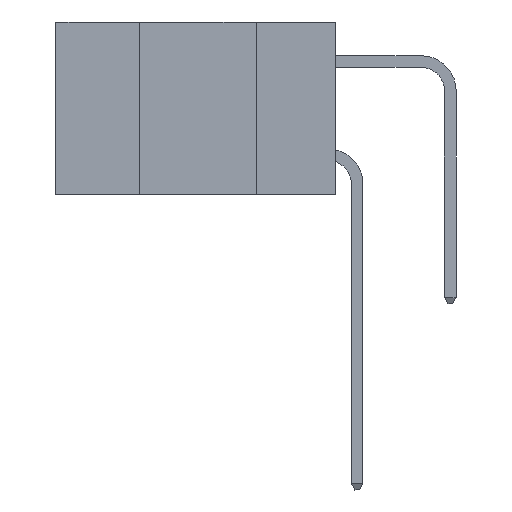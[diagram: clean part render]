
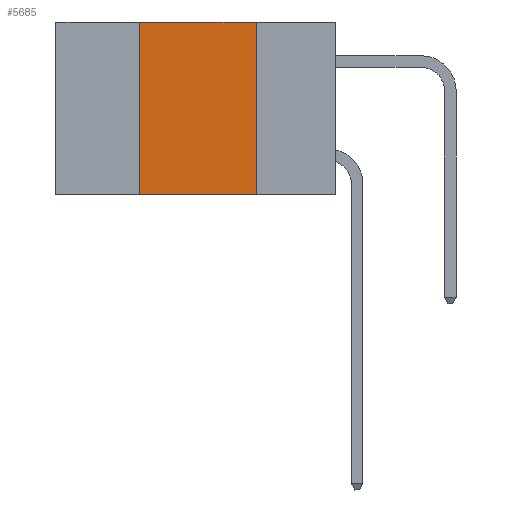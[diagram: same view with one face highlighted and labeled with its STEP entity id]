
A CAD part, left-side view. The second image highlights one B-rep face of the part: STEP entity #5685.
In plain terms, the highlighted planar face has unit normal (-1, 0, 0).
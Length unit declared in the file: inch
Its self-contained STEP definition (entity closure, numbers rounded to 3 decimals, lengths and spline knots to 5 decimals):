
#990 = VECTOR ( 'NONE', #13351, 39.37008 ) ;
#1034 = CARTESIAN_POINT ( 'NONE',  ( 0., 0.17, 0. ) ) ;
#1107 = DIRECTION ( 'NONE',  ( 0., 0., -1. ) ) ;
#1241 = LINE ( 'NONE', #19188, #11845 ) ;
#2540 = EDGE_CURVE ( 'NONE', #11939, #13367, #1241, .T. ) ;
#2861 = EDGE_LOOP ( 'NONE', ( #23286, #3701, #23109, #3378 ) ) ;
#2950 = VERTEX_POINT ( 'NONE', #14335 ) ;
#3378 = ORIENTED_EDGE ( 'NONE', *, *, #18982, .T. ) ;
#3701 = ORIENTED_EDGE ( 'NONE', *, *, #18774, .F. ) ;
#4392 = CARTESIAN_POINT ( 'NONE',  ( 0., 0.17, 0. ) ) ;
#4740 = DIRECTION ( 'NONE',  ( 0., 0., 1. ) ) ;
#5567 = LINE ( 'NONE', #1034, #11286 ) ;
#5685 = ADVANCED_FACE ( 'NONE', ( #17089 ), #12092, .F. ) ;
#5921 = CARTESIAN_POINT ( 'NONE',  ( 0., 0.6, -0.37 ) ) ;
#8184 = CARTESIAN_POINT ( 'NONE',  ( 0., 0.42, 0. ) ) ;
#8800 = EDGE_CURVE ( 'NONE', #13966, #2950, #5567, .T. ) ;
#8816 = DIRECTION ( 'NONE',  ( 0., -1., 0. ) ) ;
#9888 = VECTOR ( 'NONE', #8816, 39.37008 ) ;
#11286 = VECTOR ( 'NONE', #1107, 39.37008 ) ;
#11845 = VECTOR ( 'NONE', #4740, 39.37008 ) ;
#11939 = VERTEX_POINT ( 'NONE', #16045 ) ;
#12092 = PLANE ( 'NONE',  #16647 ) ;
#12442 = CARTESIAN_POINT ( 'NONE',  ( 0., 0.6, 0. ) ) ;
#13351 = DIRECTION ( 'NONE',  ( 0., -1., 0. ) ) ;
#13367 = VERTEX_POINT ( 'NONE', #8184 ) ;
#13966 = VERTEX_POINT ( 'NONE', #4392 ) ;
#14335 = CARTESIAN_POINT ( 'NONE',  ( 0., 0.17, -0.37 ) ) ;
#15894 = LINE ( 'NONE', #5921, #990 ) ;
#16045 = CARTESIAN_POINT ( 'NONE',  ( 0., 0.42, -0.37 ) ) ;
#16647 = AXIS2_PLACEMENT_3D ( 'NONE', #19101, #19253, #22959 ) ;
#17089 = FACE_OUTER_BOUND ( 'NONE', #2861, .T. ) ;
#18774 = EDGE_CURVE ( 'NONE', #13367, #13966, #19894, .T. ) ;
#18982 = EDGE_CURVE ( 'NONE', #11939, #2950, #15894, .T. ) ;
#19101 = CARTESIAN_POINT ( 'NONE',  ( 0., 0.6, 0. ) ) ;
#19188 = CARTESIAN_POINT ( 'NONE',  ( 0., 0.42, 0. ) ) ;
#19253 = DIRECTION ( 'NONE',  ( 1., 0., 0. ) ) ;
#19894 = LINE ( 'NONE', #12442, #9888 ) ;
#22959 = DIRECTION ( 'NONE',  ( 0., 0., -1. ) ) ;
#23109 = ORIENTED_EDGE ( 'NONE', *, *, #2540, .F. ) ;
#23286 = ORIENTED_EDGE ( 'NONE', *, *, #8800, .F. ) ;
